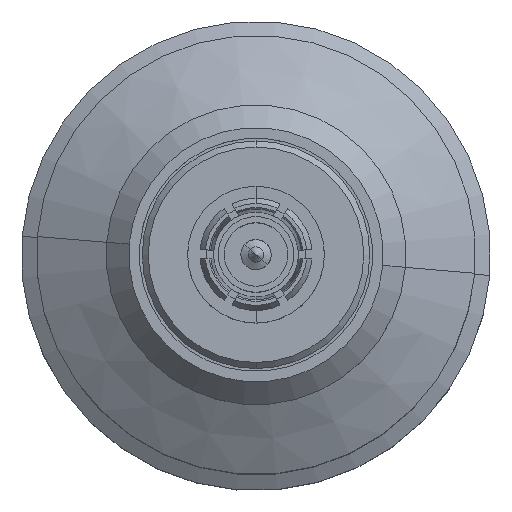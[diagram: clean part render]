
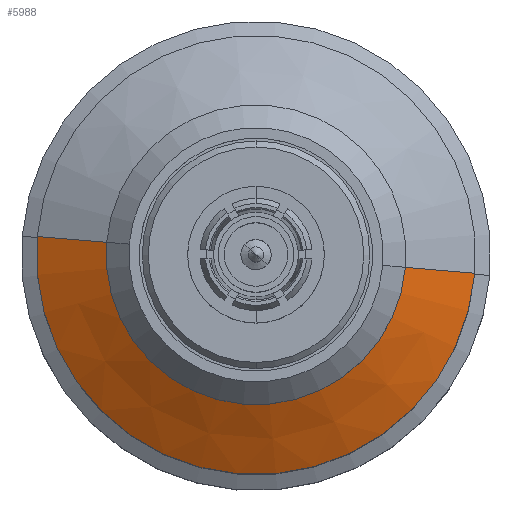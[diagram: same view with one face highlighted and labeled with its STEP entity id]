
A CAD part, top view. The second image highlights one B-rep face of the part: STEP entity #5988.
In plain terms, the highlighted conical face has half-angle 60.524 degrees and reference radius 4.95 mm.
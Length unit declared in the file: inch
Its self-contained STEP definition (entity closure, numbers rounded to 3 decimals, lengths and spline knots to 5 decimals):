
#227 = CIRCLE ( 'NONE', #767, 0.28543 ) ;
#334 = DIRECTION ( 'NONE',  ( -1., 0., 0. ) ) ;
#418 = DIRECTION ( 'NONE',  ( 0.871, 0., -0.492 ) ) ;
#455 = CARTESIAN_POINT ( 'NONE',  ( 0.19488, 0., 0.49034 ) ) ;
#510 = VECTOR ( 'NONE', #4673, 39.37008 ) ;
#561 = VERTEX_POINT ( 'NONE', #3619 ) ;
#716 = EDGE_CURVE ( 'NONE', #5647, #3390, #6675, .T. ) ;
#767 = AXIS2_PLACEMENT_3D ( 'NONE', #2881, #1291, #790 ) ;
#790 = DIRECTION ( 'NONE',  ( -1., 0., 0. ) ) ;
#803 = DIRECTION ( 'NONE',  ( 0., 0., -1. ) ) ;
#1291 = DIRECTION ( 'NONE',  ( 0., 0., -1. ) ) ;
#1832 = CONICAL_SURFACE ( 'NONE', #2820, 0.19488, 1.056 ) ;
#2007 = CARTESIAN_POINT ( 'NONE',  ( 0.28543, 0., 0.43916 ) ) ;
#2370 = EDGE_CURVE ( 'NONE', #3390, #561, #227, .T. ) ;
#2473 = ORIENTED_EDGE ( 'NONE', *, *, #2370, .F. ) ;
#2594 = AXIS2_PLACEMENT_3D ( 'NONE', #2936, #803, #334 ) ;
#2638 = ORIENTED_EDGE ( 'NONE', *, *, #3020, .T. ) ;
#2737 = ORIENTED_EDGE ( 'NONE', *, *, #716, .F. ) ;
#2820 = AXIS2_PLACEMENT_3D ( 'NONE', #3979, #3406, #6442 ) ;
#2861 = FACE_OUTER_BOUND ( 'NONE', #5888, .T. ) ;
#2881 = CARTESIAN_POINT ( 'NONE',  ( 0., 0., 0.43916 ) ) ;
#2936 = CARTESIAN_POINT ( 'NONE',  ( 0., 0., 0.49034 ) ) ;
#3020 = EDGE_CURVE ( 'NONE', #6122, #561, #4144, .T. ) ;
#3046 = ORIENTED_EDGE ( 'NONE', *, *, #5519, .T. ) ;
#3390 = VERTEX_POINT ( 'NONE', #2007 ) ;
#3406 = DIRECTION ( 'NONE',  ( 0., 0., -1. ) ) ;
#3619 = CARTESIAN_POINT ( 'NONE',  ( -0.28543, 0., 0.43916 ) ) ;
#3698 = CARTESIAN_POINT ( 'NONE',  ( -0.19488, 0., 0.49034 ) ) ;
#3979 = CARTESIAN_POINT ( 'NONE',  ( 0., 0., 0.49034 ) ) ;
#4144 = LINE ( 'NONE', #3698, #510 ) ;
#4209 = VECTOR ( 'NONE', #418, 39.37008 ) ;
#4435 = CIRCLE ( 'NONE', #2594, 0.19488 ) ;
#4618 = CARTESIAN_POINT ( 'NONE',  ( -0.19488, 0., 0.49034 ) ) ;
#4673 = DIRECTION ( 'NONE',  ( -0.871, 0., -0.492 ) ) ;
#5519 = EDGE_CURVE ( 'NONE', #5647, #6122, #4435, .T. ) ;
#5647 = VERTEX_POINT ( 'NONE', #6421 ) ;
#5888 = EDGE_LOOP ( 'NONE', ( #2737, #3046, #2638, #2473 ) ) ;
#5988 = ADVANCED_FACE ( 'NONE', ( #2861 ), #1832, .T. ) ;
#6122 = VERTEX_POINT ( 'NONE', #4618 ) ;
#6421 = CARTESIAN_POINT ( 'NONE',  ( 0.19488, 0., 0.49034 ) ) ;
#6442 = DIRECTION ( 'NONE',  ( -1., 0., 0. ) ) ;
#6675 = LINE ( 'NONE', #455, #4209 ) ;
